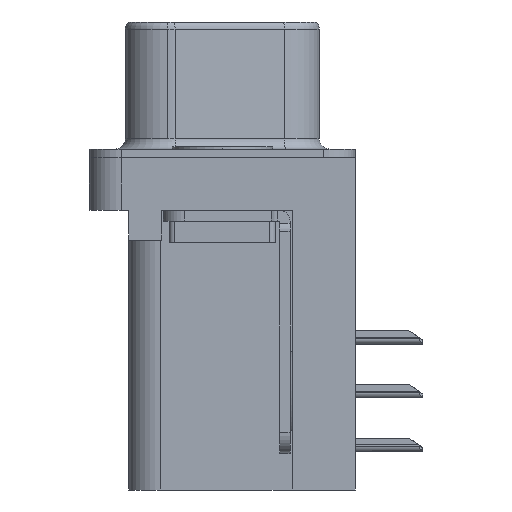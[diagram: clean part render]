
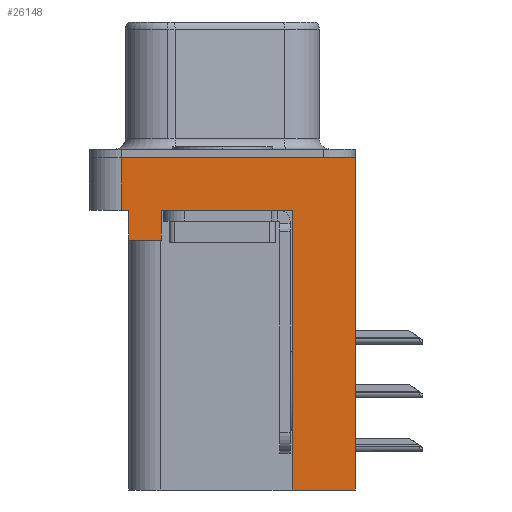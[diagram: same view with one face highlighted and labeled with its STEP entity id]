
A CAD part, left-side view. The second image highlights one B-rep face of the part: STEP entity #26148.
In plain terms, the highlighted planar face has unit normal (-1, 0, 0).
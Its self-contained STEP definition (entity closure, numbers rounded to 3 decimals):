
#75 = VECTOR ( 'NONE', #19669, 1000. ) ;
#2096 = LINE ( 'NONE', #18039, #22532 ) ;
#2620 = CARTESIAN_POINT ( 'NONE',  ( -2.91, -6.275, -2.5 ) ) ;
#2940 = VECTOR ( 'NONE', #28843, 1000. ) ;
#3557 = VECTOR ( 'NONE', #5310, 1000. ) ;
#3612 = CARTESIAN_POINT ( 'NONE',  ( -2.91, -6.275, 0. ) ) ;
#3776 = DIRECTION ( 'NONE',  ( 0., 0., 1. ) ) ;
#3796 = EDGE_LOOP ( 'NONE', ( #27265, #6303, #10637, #14788, #14183, #23829, #33676, #33871, #20942, #28373 ) ) ;
#3906 = DIRECTION ( 'NONE',  ( 0., 0., 1. ) ) ;
#3985 = VERTEX_POINT ( 'NONE', #32080 ) ;
#4000 = VERTEX_POINT ( 'NONE', #26747 ) ;
#4234 = CARTESIAN_POINT ( 'NONE',  ( -2.91, -6.275, -2.5 ) ) ;
#4409 = VECTOR ( 'NONE', #3906, 1000. ) ;
#4518 = LINE ( 'NONE', #20561, #17833 ) ;
#4720 = VECTOR ( 'NONE', #33075, 1000. ) ;
#4870 = CARTESIAN_POINT ( 'NONE',  ( -2.91, 4.425, -2.5 ) ) ;
#4920 = VECTOR ( 'NONE', #3776, 1000. ) ;
#5310 = DIRECTION ( 'NONE',  ( 0., -1., 0. ) ) ;
#5354 = VERTEX_POINT ( 'NONE', #15231 ) ;
#6303 = ORIENTED_EDGE ( 'NONE', *, *, #6499, .F. ) ;
#6499 = EDGE_CURVE ( 'NONE', #17637, #23947, #2096, .T. ) ;
#6594 = CARTESIAN_POINT ( 'NONE',  ( -2.91, 2.895, -3.9 ) ) ;
#6596 = LINE ( 'NONE', #17010, #4920 ) ;
#6920 = DIRECTION ( 'NONE',  ( -1., 0., 0. ) ) ;
#7207 = LINE ( 'NONE', #19554, #75 ) ;
#8691 = EDGE_CURVE ( 'NONE', #23947, #5354, #28905, .T. ) ;
#9855 = VERTEX_POINT ( 'NONE', #22544 ) ;
#10637 = ORIENTED_EDGE ( 'NONE', *, *, #16217, .T. ) ;
#10685 = CARTESIAN_POINT ( 'NONE',  ( -2.91, -3.295, -2.5 ) ) ;
#11008 = EDGE_CURVE ( 'NONE', #13156, #3985, #12312, .T. ) ;
#12312 = LINE ( 'NONE', #6594, #4409 ) ;
#12623 = DIRECTION ( 'NONE',  ( 0., 0., 1. ) ) ;
#12999 = AXIS2_PLACEMENT_3D ( 'NONE', #4234, #6920, #25591 ) ;
#13156 = VERTEX_POINT ( 'NONE', #28866 ) ;
#13597 = EDGE_CURVE ( 'NONE', #26094, #24086, #31042, .T. ) ;
#14183 = ORIENTED_EDGE ( 'NONE', *, *, #17491, .F. ) ;
#14288 = EDGE_CURVE ( 'NONE', #4000, #20031, #4518, .T. ) ;
#14788 = ORIENTED_EDGE ( 'NONE', *, *, #13597, .F. ) ;
#15112 = CARTESIAN_POINT ( 'NONE',  ( -2.91, 4.775, 0. ) ) ;
#15231 = CARTESIAN_POINT ( 'NONE',  ( -2.91, -6.275, 0. ) ) ;
#15794 = VECTOR ( 'NONE', #28356, 1000. ) ;
#16217 = EDGE_CURVE ( 'NONE', #17637, #24086, #24852, .T. ) ;
#16820 = CARTESIAN_POINT ( 'NONE',  ( -2.91, 4.425, -3.9 ) ) ;
#17010 = CARTESIAN_POINT ( 'NONE',  ( -2.91, -6.275, -2.5 ) ) ;
#17362 = CARTESIAN_POINT ( 'NONE',  ( -2.91, 4.425, -3.9 ) ) ;
#17491 = EDGE_CURVE ( 'NONE', #13156, #26094, #25175, .T. ) ;
#17637 = VERTEX_POINT ( 'NONE', #28278 ) ;
#17833 = VECTOR ( 'NONE', #12623, 1000. ) ;
#17951 = CARTESIAN_POINT ( 'NONE',  ( -2.91, -6.275, -2.5 ) ) ;
#18039 = CARTESIAN_POINT ( 'NONE',  ( -2.91, 4.775, -2.5 ) ) ;
#19554 = CARTESIAN_POINT ( 'NONE',  ( -2.91, -3.295, -15.7 ) ) ;
#19669 = DIRECTION ( 'NONE',  ( 0., 1., 0. ) ) ;
#20031 = VERTEX_POINT ( 'NONE', #10685 ) ;
#20169 = PLANE ( 'NONE',  #12999 ) ;
#20275 = CARTESIAN_POINT ( 'NONE',  ( -2.91, 4.425, -3.9 ) ) ;
#20561 = CARTESIAN_POINT ( 'NONE',  ( -2.91, -3.295, -15.7 ) ) ;
#20814 = VECTOR ( 'NONE', #27735, 1000. ) ;
#20855 = EDGE_CURVE ( 'NONE', #9855, #4000, #7207, .T. ) ;
#20942 = ORIENTED_EDGE ( 'NONE', *, *, #20855, .F. ) ;
#22532 = VECTOR ( 'NONE', #34322, 1000. ) ;
#22544 = CARTESIAN_POINT ( 'NONE',  ( -2.91, -6.275, -15.7 ) ) ;
#23829 = ORIENTED_EDGE ( 'NONE', *, *, #11008, .T. ) ;
#23947 = VERTEX_POINT ( 'NONE', #15112 ) ;
#24086 = VERTEX_POINT ( 'NONE', #4870 ) ;
#24852 = LINE ( 'NONE', #2620, #3557 ) ;
#25076 = LINE ( 'NONE', #17951, #2940 ) ;
#25175 = LINE ( 'NONE', #16820, #4720 ) ;
#25591 = DIRECTION ( 'NONE',  ( 0., 0., 1. ) ) ;
#26094 = VERTEX_POINT ( 'NONE', #17362 ) ;
#26148 = ADVANCED_FACE ( 'NONE', ( #28303 ), #20169, .T. ) ;
#26747 = CARTESIAN_POINT ( 'NONE',  ( -2.91, -3.295, -15.7 ) ) ;
#27265 = ORIENTED_EDGE ( 'NONE', *, *, #8691, .F. ) ;
#27735 = DIRECTION ( 'NONE',  ( 0., -1., 0. ) ) ;
#28278 = CARTESIAN_POINT ( 'NONE',  ( -2.91, 4.775, -2.5 ) ) ;
#28303 = FACE_OUTER_BOUND ( 'NONE', #3796, .T. ) ;
#28356 = DIRECTION ( 'NONE',  ( 0., 0., 1. ) ) ;
#28373 = ORIENTED_EDGE ( 'NONE', *, *, #31389, .T. ) ;
#28843 = DIRECTION ( 'NONE',  ( 0., -1., 0. ) ) ;
#28866 = CARTESIAN_POINT ( 'NONE',  ( -2.91, 2.895, -3.9 ) ) ;
#28905 = LINE ( 'NONE', #3612, #20814 ) ;
#30136 = EDGE_CURVE ( 'NONE', #3985, #20031, #25076, .T. ) ;
#31042 = LINE ( 'NONE', #20275, #15794 ) ;
#31389 = EDGE_CURVE ( 'NONE', #9855, #5354, #6596, .T. ) ;
#32080 = CARTESIAN_POINT ( 'NONE',  ( -2.91, 2.895, -2.5 ) ) ;
#33075 = DIRECTION ( 'NONE',  ( 0., 1., 0. ) ) ;
#33676 = ORIENTED_EDGE ( 'NONE', *, *, #30136, .T. ) ;
#33871 = ORIENTED_EDGE ( 'NONE', *, *, #14288, .F. ) ;
#34322 = DIRECTION ( 'NONE',  ( 0., 0., 1. ) ) ;
